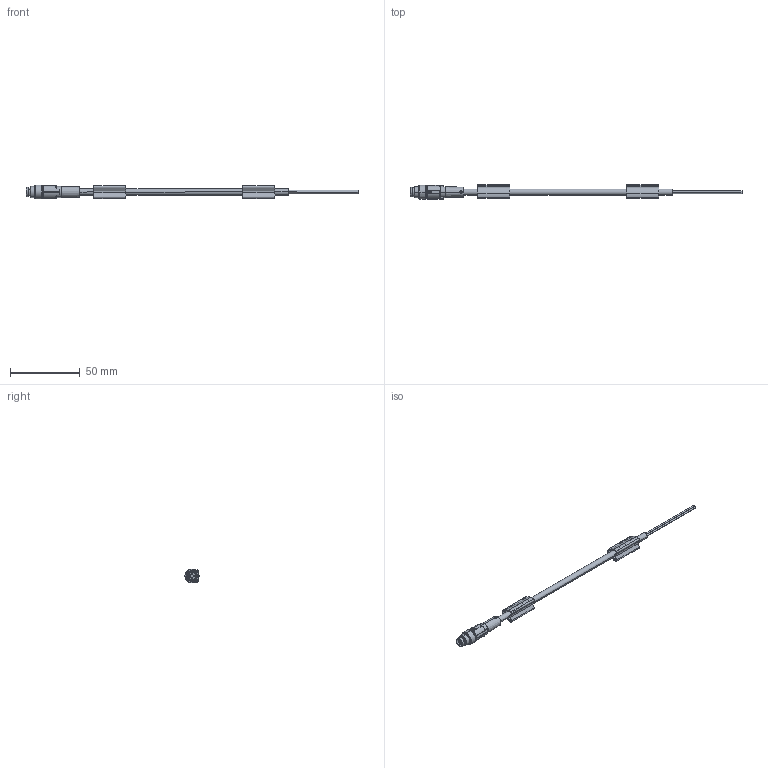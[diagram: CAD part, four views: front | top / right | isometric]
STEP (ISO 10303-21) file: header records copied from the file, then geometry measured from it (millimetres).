
FILE_DESCRIPTION(('SolidDesigner STEP Export'),'2;1');
FILE_NAME('1693584.stp','2010-01-29T 9:06:05',(''),(''),'CoCreate Modeling STEP processor for AP214 (Solid Model)','CoCreate Modeling 16.00A 16-Aug-2008 (C) Parametric Technology GmbH','');
FILE_SCHEMA(('AUTOMOTIVE_DESIGN { 1 0 10303 214 1 1 1 1 }'));
Length unit declared in the file: millimetre
Products named in the file (2): 1693584
Assembly tree (1 placements, depth 2):
  1693584
    1693584
Bounding box: 238.7 x 10.16 x 10 mm (x, y, z)
Volume: 5495.7 mm3; surface area: 7089.5 mm2
Topology: 1 solids, 1 shells, 294 faces, 792 edges, 520 vertices
Faces by surface type: cylinder 122, plane 102, extrusion 36, cone 16, torus 12, bspline 6
Entity records: 13503 total; most frequent: CARTESIAN_POINT 4328, ORIENTED_EDGE 1584, DIRECTION 1194, EDGE_CURVE 792, VERTEX_POINT 520, AXIS2_PLACEMENT_3D 399, VECTOR 396, LINE 360
